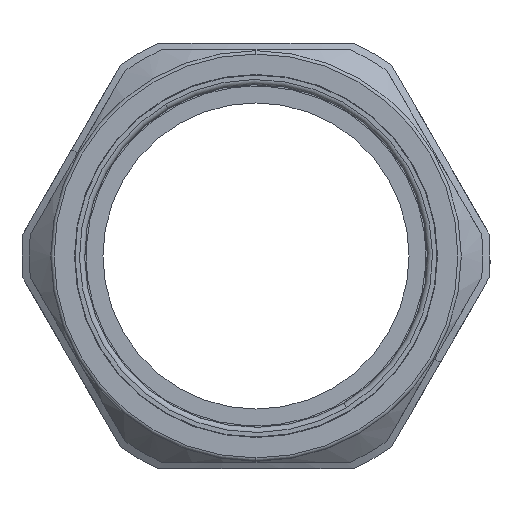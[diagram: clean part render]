
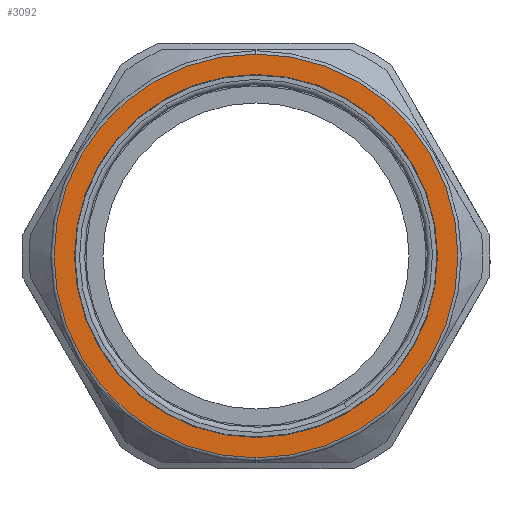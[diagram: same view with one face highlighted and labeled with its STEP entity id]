
A CAD part, left-side view. The second image highlights one B-rep face of the part: STEP entity #3092.
In plain terms, the highlighted planar face has unit normal (-1, 0, 0).
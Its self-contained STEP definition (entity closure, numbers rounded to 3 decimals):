
#87 = EDGE_LOOP ( 'NONE', ( #2119, #3515 ) ) ;
#120 = DIRECTION ( 'NONE',  ( 1., 0., 0. ) ) ;
#193 = CARTESIAN_POINT ( 'NONE',  ( -91.638, 0., 54.155 ) ) ;
#259 = CIRCLE ( 'NONE', #1482, 54.155 ) ;
#560 = CARTESIAN_POINT ( 'NONE',  ( -91.638, 0., 0. ) ) ;
#571 = EDGE_CURVE ( 'NONE', #3103, #3063, #3336, .T. ) ;
#636 = DIRECTION ( 'NONE',  ( -1., 0., 0. ) ) ;
#689 = DIRECTION ( 'NONE',  ( 0., 0., -1. ) ) ;
#1047 = AXIS2_PLACEMENT_3D ( 'NONE', #1602, #2743, #1051 ) ;
#1051 = DIRECTION ( 'NONE',  ( 0., 0., -1. ) ) ;
#1079 = PLANE ( 'NONE',  #1047 ) ;
#1393 = EDGE_CURVE ( 'NONE', #1762, #2742, #3325, .T. ) ;
#1427 = CARTESIAN_POINT ( 'NONE',  ( -91.638, 0., 0. ) ) ;
#1482 = AXIS2_PLACEMENT_3D ( 'NONE', #1427, #3421, #3123 ) ;
#1516 = FACE_BOUND ( 'NONE', #2988, .T. ) ;
#1570 = ORIENTED_EDGE ( 'NONE', *, *, #571, .T. ) ;
#1602 = CARTESIAN_POINT ( 'NONE',  ( -91.638, 0., 0. ) ) ;
#1725 = DIRECTION ( 'NONE',  ( 0., 0., -1. ) ) ;
#1762 = VERTEX_POINT ( 'NONE', #2232 ) ;
#1785 = CARTESIAN_POINT ( 'NONE',  ( -91.638, 0., 0. ) ) ;
#2119 = ORIENTED_EDGE ( 'NONE', *, *, #2758, .T. ) ;
#2138 = CIRCLE ( 'NONE', #3511, 60.25 ) ;
#2232 = CARTESIAN_POINT ( 'NONE',  ( -91.638, 0., 60.25 ) ) ;
#2284 = FACE_OUTER_BOUND ( 'NONE', #87, .T. ) ;
#2502 = AXIS2_PLACEMENT_3D ( 'NONE', #1785, #120, #689 ) ;
#2510 = DIRECTION ( 'NONE',  ( -1., 0., 0. ) ) ;
#2742 = VERTEX_POINT ( 'NONE', #3552 ) ;
#2743 = DIRECTION ( 'NONE',  ( 1., 0., 0. ) ) ;
#2758 = EDGE_CURVE ( 'NONE', #2742, #1762, #2138, .T. ) ;
#2782 = DIRECTION ( 'NONE',  ( 0., 0., -1. ) ) ;
#2988 = EDGE_LOOP ( 'NONE', ( #3441, #1570 ) ) ;
#3063 = VERTEX_POINT ( 'NONE', #193 ) ;
#3092 = ADVANCED_FACE ( 'NONE', ( #1516, #2284 ), #1079, .F. ) ;
#3103 = VERTEX_POINT ( 'NONE', #3538 ) ;
#3123 = DIRECTION ( 'NONE',  ( 0., 0., -1. ) ) ;
#3325 = CIRCLE ( 'NONE', #3339, 60.25 ) ;
#3336 = CIRCLE ( 'NONE', #2502, 54.155 ) ;
#3339 = AXIS2_PLACEMENT_3D ( 'NONE', #3449, #636, #1725 ) ;
#3421 = DIRECTION ( 'NONE',  ( 1., 0., 0. ) ) ;
#3441 = ORIENTED_EDGE ( 'NONE', *, *, #3492, .T. ) ;
#3449 = CARTESIAN_POINT ( 'NONE',  ( -91.638, 0., 0. ) ) ;
#3492 = EDGE_CURVE ( 'NONE', #3063, #3103, #259, .T. ) ;
#3511 = AXIS2_PLACEMENT_3D ( 'NONE', #560, #2510, #2782 ) ;
#3515 = ORIENTED_EDGE ( 'NONE', *, *, #1393, .T. ) ;
#3538 = CARTESIAN_POINT ( 'NONE',  ( -91.638, 0., -54.155 ) ) ;
#3552 = CARTESIAN_POINT ( 'NONE',  ( -91.638, 0., -60.25 ) ) ;
